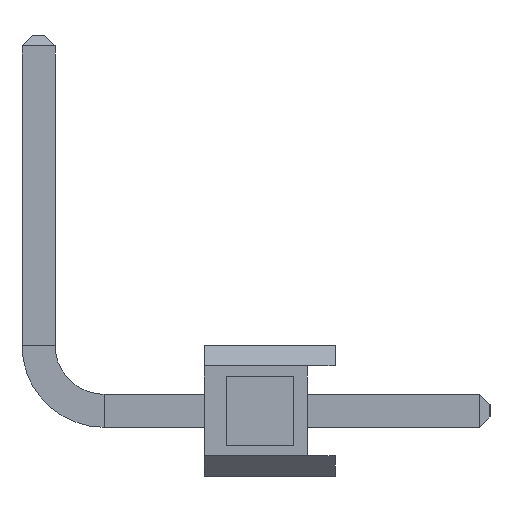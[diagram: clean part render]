
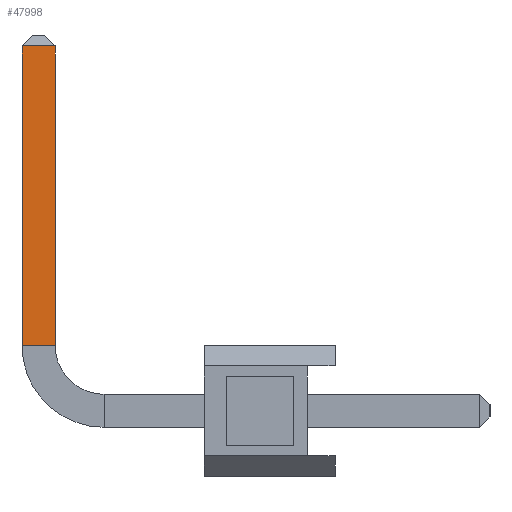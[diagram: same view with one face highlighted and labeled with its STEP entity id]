
A CAD part, left-side view. The second image highlights one B-rep face of the part: STEP entity #47998.
In plain terms, the highlighted planar face has unit normal (-1, 0, 0).
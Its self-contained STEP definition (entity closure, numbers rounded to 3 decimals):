
#1413 = VERTEX_POINT ( 'NONE', #42716 ) ;
#1890 = ORIENTED_EDGE ( 'NONE', *, *, #29257, .T. ) ;
#1928 = EDGE_CURVE ( 'NONE', #14032, #53241, #28513, .T. ) ;
#2290 = DIRECTION ( 'NONE',  ( 0., -1., 0. ) ) ;
#2509 = EDGE_CURVE ( 'NONE', #19044, #53241, #8413, .T. ) ;
#6584 = PLANE ( 'NONE',  #11638 ) ;
#8413 = LINE ( 'NONE', #31594, #23872 ) ;
#9643 = EDGE_LOOP ( 'NONE', ( #1890, #25201, #12105, #28679 ) ) ;
#10215 = CARTESIAN_POINT ( 'NONE',  ( -0.32, 6.07, 7.07 ) ) ;
#10267 = CARTESIAN_POINT ( 'NONE',  ( -0.32, 5.43, 7.07 ) ) ;
#10451 = CARTESIAN_POINT ( 'NONE',  ( -0.32, 6.07, 1.27 ) ) ;
#11638 = AXIS2_PLACEMENT_3D ( 'NONE', #18853, #35390, #2290 ) ;
#12105 = ORIENTED_EDGE ( 'NONE', *, *, #2509, .F. ) ;
#13472 = DIRECTION ( 'NONE',  ( 0., 0., 1. ) ) ;
#14032 = VERTEX_POINT ( 'NONE', #10267 ) ;
#17787 = VECTOR ( 'NONE', #13472, 1000. ) ;
#17817 = FACE_OUTER_BOUND ( 'NONE', #9643, .T. ) ;
#18346 = VECTOR ( 'NONE', #32255, 1000. ) ;
#18853 = CARTESIAN_POINT ( 'NONE',  ( -0.32, 6.07, 1.27 ) ) ;
#19044 = VERTEX_POINT ( 'NONE', #10451 ) ;
#23536 = LINE ( 'NONE', #50530, #17787 ) ;
#23869 = CARTESIAN_POINT ( 'NONE',  ( -0.32, 6.07, 7.07 ) ) ;
#23872 = VECTOR ( 'NONE', #40080, 1000. ) ;
#24057 = EDGE_CURVE ( 'NONE', #19044, #1413, #51151, .T. ) ;
#25201 = ORIENTED_EDGE ( 'NONE', *, *, #1928, .T. ) ;
#26221 = DIRECTION ( 'NONE',  ( 0., 1., 0. ) ) ;
#28513 = LINE ( 'NONE', #10215, #32428 ) ;
#28679 = ORIENTED_EDGE ( 'NONE', *, *, #24057, .T. ) ;
#29257 = EDGE_CURVE ( 'NONE', #1413, #14032, #23536, .T. ) ;
#31594 = CARTESIAN_POINT ( 'NONE',  ( -0.32, 6.07, 1.27 ) ) ;
#32255 = DIRECTION ( 'NONE',  ( 0., -1., 0. ) ) ;
#32428 = VECTOR ( 'NONE', #26221, 1000. ) ;
#35390 = DIRECTION ( 'NONE',  ( -1., 0., 0. ) ) ;
#40080 = DIRECTION ( 'NONE',  ( 0., 0., 1. ) ) ;
#40414 = CARTESIAN_POINT ( 'NONE',  ( -0.32, 6.07, 1.27 ) ) ;
#42716 = CARTESIAN_POINT ( 'NONE',  ( -0.32, 5.43, 1.27 ) ) ;
#47998 = ADVANCED_FACE ( 'NONE', ( #17817 ), #6584, .T. ) ;
#50530 = CARTESIAN_POINT ( 'NONE',  ( -0.32, 5.43, 1.27 ) ) ;
#51151 = LINE ( 'NONE', #40414, #18346 ) ;
#53241 = VERTEX_POINT ( 'NONE', #23869 ) ;
